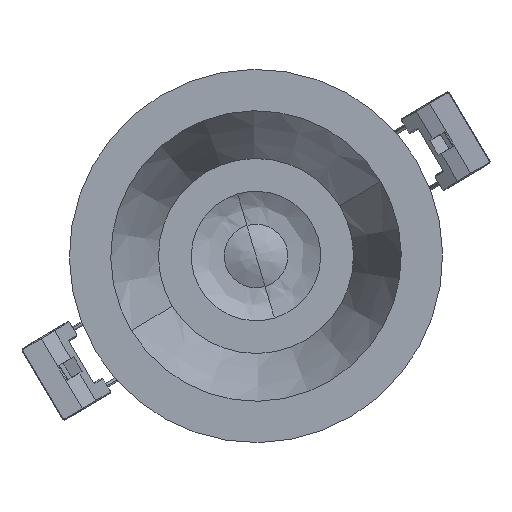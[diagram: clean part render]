
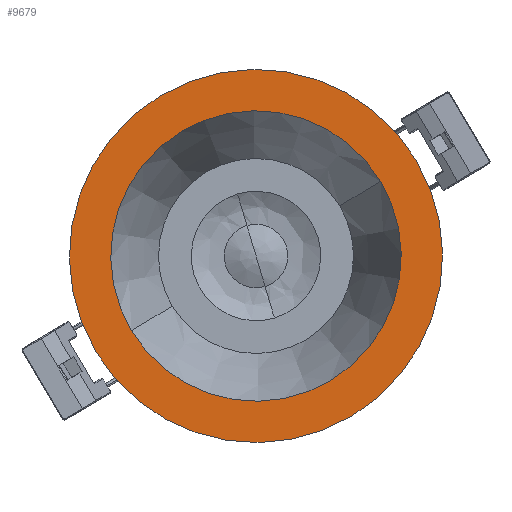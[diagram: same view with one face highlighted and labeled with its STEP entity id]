
A CAD part, front view. The second image highlights one B-rep face of the part: STEP entity #9679.
In plain terms, the highlighted planar face has unit normal (0, -1, 0).
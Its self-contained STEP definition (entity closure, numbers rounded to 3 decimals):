
#24 = VERTEX_POINT ( 'NONE', #5004 ) ;
#470 = EDGE_CURVE ( 'NONE', #6319, #492, #7483, .T. ) ;
#492 = VERTEX_POINT ( 'NONE', #13361 ) ;
#700 = CARTESIAN_POINT ( 'NONE',  ( 0., 0., 0. ) ) ;
#947 = DIRECTION ( 'NONE',  ( 0., 0., -1. ) ) ;
#1393 = EDGE_CURVE ( 'NONE', #24, #11413, #12470, .T. ) ;
#1477 = DIRECTION ( 'NONE',  ( 0., 0., -1. ) ) ;
#1651 = DIRECTION ( 'NONE',  ( 0., -1., 0. ) ) ;
#1856 = ORIENTED_EDGE ( 'NONE', *, *, #470, .F. ) ;
#2299 = DIRECTION ( 'NONE',  ( 0., -1., 0. ) ) ;
#2365 = PLANE ( 'NONE',  #12792 ) ;
#2570 = AXIS2_PLACEMENT_3D ( 'NONE', #11474, #10274, #8345 ) ;
#2667 = CIRCLE ( 'NONE', #5666, 34.25 ) ;
#5004 = CARTESIAN_POINT ( 'NONE',  ( 0., 0., -44.005 ) ) ;
#5666 = AXIS2_PLACEMENT_3D ( 'NONE', #7165, #9117, #947 ) ;
#6319 = VERTEX_POINT ( 'NONE', #10168 ) ;
#7068 = ORIENTED_EDGE ( 'NONE', *, *, #8293, .F. ) ;
#7165 = CARTESIAN_POINT ( 'NONE',  ( 0., 0., 0. ) ) ;
#7473 = CARTESIAN_POINT ( 'NONE',  ( 0., 0., 0. ) ) ;
#7483 = CIRCLE ( 'NONE', #2570, 34.25 ) ;
#7549 = DIRECTION ( 'NONE',  ( 0., 0., 1. ) ) ;
#8172 = FACE_BOUND ( 'NONE', #9561, .T. ) ;
#8293 = EDGE_CURVE ( 'NONE', #492, #6319, #2667, .T. ) ;
#8322 = AXIS2_PLACEMENT_3D ( 'NONE', #700, #1651, #13048 ) ;
#8345 = DIRECTION ( 'NONE',  ( 0., 0., -1. ) ) ;
#9117 = DIRECTION ( 'NONE',  ( 0., -1., 0. ) ) ;
#9262 = EDGE_LOOP ( 'NONE', ( #10794, #12685 ) ) ;
#9561 = EDGE_LOOP ( 'NONE', ( #7068, #1856 ) ) ;
#9679 = ADVANCED_FACE ( 'NONE', ( #8172, #13338 ), #2365, .F. ) ;
#9724 = DIRECTION ( 'NONE',  ( 0., 1., 0. ) ) ;
#10098 = AXIS2_PLACEMENT_3D ( 'NONE', #7473, #2299, #1477 ) ;
#10168 = CARTESIAN_POINT ( 'NONE',  ( 0., 0., 34.25 ) ) ;
#10274 = DIRECTION ( 'NONE',  ( 0., -1., 0. ) ) ;
#10629 = CARTESIAN_POINT ( 'NONE',  ( -44.005, 0., 0. ) ) ;
#10794 = ORIENTED_EDGE ( 'NONE', *, *, #1393, .T. ) ;
#11413 = VERTEX_POINT ( 'NONE', #13026 ) ;
#11474 = CARTESIAN_POINT ( 'NONE',  ( 0., 0., 0. ) ) ;
#11841 = CIRCLE ( 'NONE', #10098, 44.005 ) ;
#11842 = EDGE_CURVE ( 'NONE', #11413, #24, #11841, .T. ) ;
#12470 = CIRCLE ( 'NONE', #8322, 44.005 ) ;
#12685 = ORIENTED_EDGE ( 'NONE', *, *, #11842, .T. ) ;
#12792 = AXIS2_PLACEMENT_3D ( 'NONE', #10629, #9724, #7549 ) ;
#13026 = CARTESIAN_POINT ( 'NONE',  ( 0., 0., 44.005 ) ) ;
#13048 = DIRECTION ( 'NONE',  ( 0., 0., -1. ) ) ;
#13338 = FACE_OUTER_BOUND ( 'NONE', #9262, .T. ) ;
#13361 = CARTESIAN_POINT ( 'NONE',  ( 0., 0., -34.25 ) ) ;
